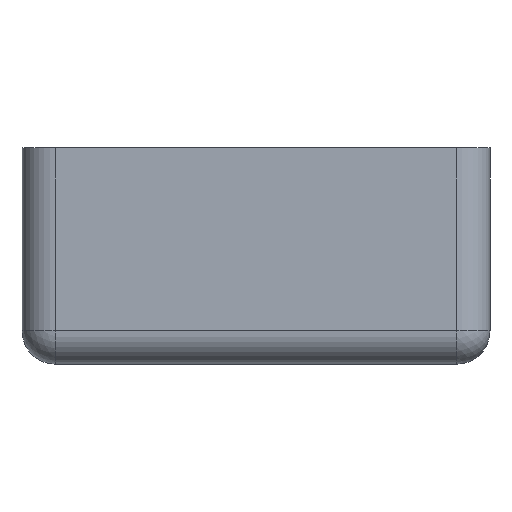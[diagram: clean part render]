
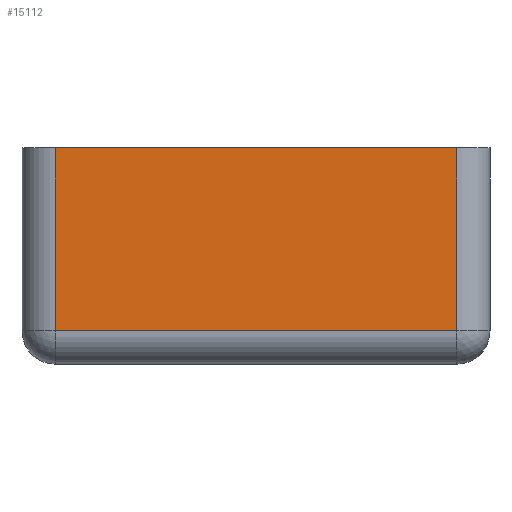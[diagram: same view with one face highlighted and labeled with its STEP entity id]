
A CAD part, left-side view. The second image highlights one B-rep face of the part: STEP entity #15112.
In plain terms, the highlighted planar face has unit normal (-1, 0, 0).
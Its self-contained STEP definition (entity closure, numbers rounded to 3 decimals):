
#13352 = VERTEX_POINT('',#13353);
#13353 = CARTESIAN_POINT('',(-2.5,30.05,13.7));
#13360 = EDGE_CURVE('',#13361,#13352,#13363,.T.);
#13361 = VERTEX_POINT('',#13362);
#13362 = CARTESIAN_POINT('',(-2.5,0.,13.7));
#13363 = LINE('',#13364,#13365);
#13364 = CARTESIAN_POINT('',(-2.5,0.,13.7));
#13365 = VECTOR('',#13366,1.);
#13366 = DIRECTION('',(0.,1.,0.));
#15069 = EDGE_CURVE('',#15070,#13352,#15072,.T.);
#15070 = VERTEX_POINT('',#15071);
#15071 = CARTESIAN_POINT('',(-2.5,30.05,0.));
#15072 = LINE('',#15073,#15074);
#15073 = CARTESIAN_POINT('',(-2.5,30.05,0.));
#15074 = VECTOR('',#15075,1.);
#15075 = DIRECTION('',(0.,0.,1.));
#15112 = ADVANCED_FACE('',(#15113),#15131,.F.);
#15113 = FACE_BOUND('',#15114,.F.);
#15114 = EDGE_LOOP('',(#15115,#15123,#15129,#15130));
#15115 = ORIENTED_EDGE('',*,*,#15116,.F.);
#15116 = EDGE_CURVE('',#15117,#13361,#15119,.T.);
#15117 = VERTEX_POINT('',#15118);
#15118 = CARTESIAN_POINT('',(-2.5,0.,0.));
#15119 = LINE('',#15120,#15121);
#15120 = CARTESIAN_POINT('',(-2.5,0.,0.));
#15121 = VECTOR('',#15122,1.);
#15122 = DIRECTION('',(0.,0.,1.));
#15123 = ORIENTED_EDGE('',*,*,#15124,.T.);
#15124 = EDGE_CURVE('',#15117,#15070,#15125,.T.);
#15125 = LINE('',#15126,#15127);
#15126 = CARTESIAN_POINT('',(-2.5,0.,0.));
#15127 = VECTOR('',#15128,1.);
#15128 = DIRECTION('',(0.,1.,0.));
#15129 = ORIENTED_EDGE('',*,*,#15069,.T.);
#15130 = ORIENTED_EDGE('',*,*,#13360,.F.);
#15131 = PLANE('',#15132);
#15132 = AXIS2_PLACEMENT_3D('',#15133,#15134,#15135);
#15133 = CARTESIAN_POINT('',(-2.5,0.,0.));
#15134 = DIRECTION('',(1.,0.,0.));
#15135 = DIRECTION('',(0.,0.,1.));
